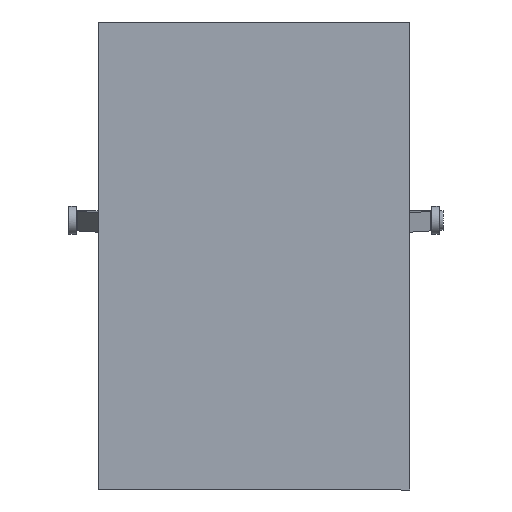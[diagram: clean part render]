
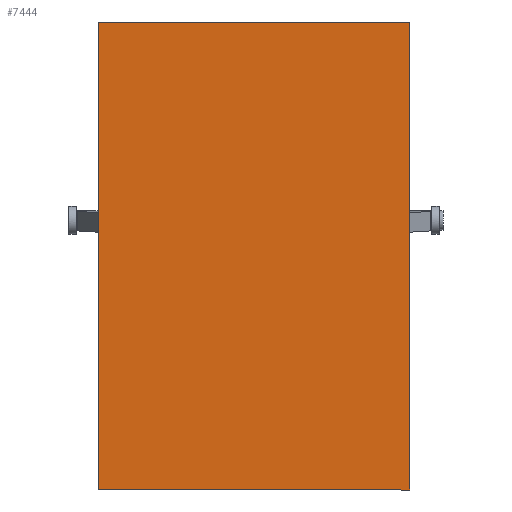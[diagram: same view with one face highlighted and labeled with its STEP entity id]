
A CAD part, front view. The second image highlights one B-rep face of the part: STEP entity #7444.
In plain terms, the highlighted face is planar.
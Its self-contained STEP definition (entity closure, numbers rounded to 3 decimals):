
#1210 = VERTEX_POINT ( 'NONE', #11239 ) ;
#1659 = LINE ( 'NONE', #5112, #11267 ) ;
#1730 = ORIENTED_EDGE ( 'NONE', *, *, #4002, .F. ) ;
#1890 = LINE ( 'NONE', #9275, #6360 ) ;
#2138 = CARTESIAN_POINT ( 'NONE',  ( -600., 0., 400. ) ) ;
#2300 = CARTESIAN_POINT ( 'NONE',  ( 600., 0., -400. ) ) ;
#3295 = EDGE_CURVE ( 'NONE', #5560, #8647, #1890, .T. ) ;
#3579 = DIRECTION ( 'NONE',  ( 0., 1., 0. ) ) ;
#3669 = EDGE_CURVE ( 'NONE', #8647, #1210, #9170, .T. ) ;
#4002 = EDGE_CURVE ( 'NONE', #1210, #7758, #12103, .T. ) ;
#4418 = ORIENTED_EDGE ( 'NONE', *, *, #3669, .F. ) ;
#4476 = CARTESIAN_POINT ( 'NONE',  ( 0., 0., 0. ) ) ;
#4582 = VECTOR ( 'NONE', #9838, 1000. ) ;
#4717 = CARTESIAN_POINT ( 'NONE',  ( 600., 0., 400. ) ) ;
#4768 = ORIENTED_EDGE ( 'NONE', *, *, #3295, .F. ) ;
#5112 = CARTESIAN_POINT ( 'NONE',  ( 600., 0., -400. ) ) ;
#5560 = VERTEX_POINT ( 'NONE', #2300 ) ;
#5962 = DIRECTION ( 'NONE',  ( 0., 0., -1. ) ) ;
#6030 = CARTESIAN_POINT ( 'NONE',  ( -600., 0., -400. ) ) ;
#6360 = VECTOR ( 'NONE', #7520, 1000. ) ;
#7108 = CARTESIAN_POINT ( 'NONE',  ( -600., 0., -400. ) ) ;
#7444 = ADVANCED_FACE ( 'NONE', ( #11287 ), #9181, .F. ) ;
#7520 = DIRECTION ( 'NONE',  ( -1., 0., 0. ) ) ;
#7758 = VERTEX_POINT ( 'NONE', #4717 ) ;
#8081 = EDGE_CURVE ( 'NONE', #7758, #5560, #1659, .T. ) ;
#8647 = VERTEX_POINT ( 'NONE', #6030 ) ;
#9170 = LINE ( 'NONE', #7108, #4582 ) ;
#9181 = PLANE ( 'NONE',  #9874 ) ;
#9275 = CARTESIAN_POINT ( 'NONE',  ( -600., 0., -400. ) ) ;
#9838 = DIRECTION ( 'NONE',  ( 0., 0., 1. ) ) ;
#9874 = AXIS2_PLACEMENT_3D ( 'NONE', #4476, #3579, #10190 ) ;
#10190 = DIRECTION ( 'NONE',  ( 0., 0., 1. ) ) ;
#10914 = VECTOR ( 'NONE', #11640, 1000. ) ;
#11239 = CARTESIAN_POINT ( 'NONE',  ( -600., 0., 400. ) ) ;
#11267 = VECTOR ( 'NONE', #5962, 1000. ) ;
#11287 = FACE_OUTER_BOUND ( 'NONE', #11791, .T. ) ;
#11336 = ORIENTED_EDGE ( 'NONE', *, *, #8081, .F. ) ;
#11640 = DIRECTION ( 'NONE',  ( 1., 0., 0. ) ) ;
#11791 = EDGE_LOOP ( 'NONE', ( #4418, #4768, #11336, #1730 ) ) ;
#12103 = LINE ( 'NONE', #2138, #10914 ) ;
